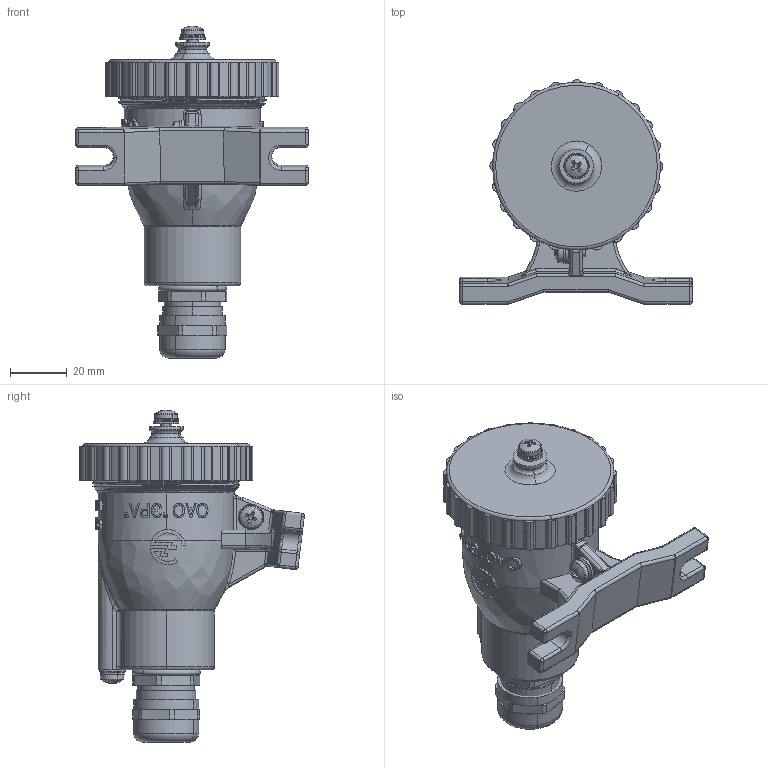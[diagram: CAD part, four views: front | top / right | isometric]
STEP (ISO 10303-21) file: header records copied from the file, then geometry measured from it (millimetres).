
FILE_DESCRIPTION (( 'STEP AP214' ), '1' );
FILE_NAME ('胸 2 - 襻铕赅 2 - 嚯桧栝.STEP', '2014-09-18T09:59:02', ( '' ), ( '' ), 'SwSTEP 2.0', 'SolidWorks 2013', '' );
FILE_SCHEMA (( 'AUTOMOTIVE_DESIGN' ));
Length unit declared in the file: millimetre
Products named in the file (25): Âèíò Ì4õ8 + øàéáû; ÐØ 2 - äåòàëü ïîä ìåõîáðàáîòêó; Pan Head Cross Recess Screw_DIN_ISO 7045 - M4 x 8 - Z --- 8N; Âèíò Ì4õ16 + øàéáû; 胸 2 - 襻铕赅 2 - 嚯桧栝; spring lock washer 2_din_DIN 6905-4.55-FSt; plain washer grade a_din_Washer DIN 125 - A 4.3; Pan Head Cross Recess Screw_DIN_ISO 7045 - M4 x 16 - Z --- 16N; Ðîçåòêà 220Â ñáîðêà; Curved Spring Lock Washer_DIN_Spring washer DIN 128 - A5; plain washer grade a_din_Washer DIN 125 - A 5.3; ÈÌËÒ.735214.031 - Êðûøêà ðîçåòêè - ëàòóíü; hex thin nut chamfered gradeab_din_Hexagon Thin Nut ISO 4035 - M5 - N; countersunk flat head cross recess screw_din_ISO 7046-1 - M4 x 10 - Z --- 10N; Ñàëüíèê; Âòóëêà ïîä øòûðü 220Â ñáîðêà ñ ïëàñòèíîé 23ìì; 逄鋋襡樇鳺 - 謥賥縺; Ïëàñòèêîâàÿ âñòàâêà; 砑僔蠂縺 23擤; Ñàëüíèê - çàæèì; Øòûðü äëÿ øòûðÿ çàçåìëåíèÿ 220Â; 扻錪犩 - 鍒鳪; Âòóëêà ïîä êðóãëûé øòûðü 220Â; Ðîçåòêà 220Â âåðñèÿ 2
Assembly tree (36 placements, depth 4):
  胸 2 - 襻铕赅 2 - 嚯桧栝
    ÐØ 2 - äåòàëü ïîä ìåõîáðàáîòêó
    Ðîçåòêà 220Â ñáîðêà
      Ðîçåòêà 220Â âåðñèÿ 2
      Âòóëêà ïîä êðóãëûé øòûðü 220Â  x2
      Âòóëêà ïîä øòûðü 220Â ñáîðêà ñ ïëàñòèíîé 23ìì
        Øòûðü äëÿ øòûðÿ çàçåìëåíèÿ 220Â
        砑僔蠂縺 23擤
      countersunk flat head cross recess screw_din_ISO 7046-1 - M4 x 10 - Z --- 10N
      hex thin nut chamfered gradeab_din_Hexagon Thin Nut ISO 4035 - M5 - N  x4
      plain washer grade a_din_Washer DIN 125 - A 5.3  x2
      Curved Spring Lock Washer_DIN_Spring washer DIN 128 - A5  x2
    Âèíò Ì4õ16 + øàéáû  x2
      Pan Head Cross Recess Screw_DIN_ISO 7045 - M4 x 16 - Z --- 16N
      plain washer grade a_din_Washer DIN 125 - A 4.3
      spring lock washer 2_din_DIN 6905-4.55-FSt
    Âèíò Ì4õ8 + øàéáû  x4
      Pan Head Cross Recess Screw_DIN_ISO 7045 - M4 x 8 - Z --- 8N
      plain washer grade a_din_Washer DIN 125 - A 4.3
      spring lock washer 2_din_DIN 6905-4.55-FSt
    Ñàëüíèê
      Ñàëüíèê
      扻錪犩 - 鍒鳪
      Ñàëüíèê - çàæèì
      Ïëàñòèêîâàÿ âñòàâêà
      逄鋋襡樇鳺 - 謥賥縺
    ÈÌËÒ.735214.031 - Êðûøêà ðîçåòêè - ëàòóíü
Bounding box: 82.01 x 79.2 x 117.05 mm (x, y, z)
Volume: 111339.3 mm3; surface area: 67068.8 mm2
Topology: 40 solids, 40 shells, 1958 faces, 4943 edges, 3121 vertices
Faces by surface type: plane 920, cylinder 548, bspline 194, cone 163, torus 88, sphere 45
Entity records: 62615 total; most frequent: CARTESIAN_POINT 23350, ORIENTED_EDGE 8264, DIRECTION 7532, EDGE_CURVE 4132, AXIS2_PLACEMENT_3D 2767, VERTEX_POINT 2640, LINE 1998, VECTOR 1998
